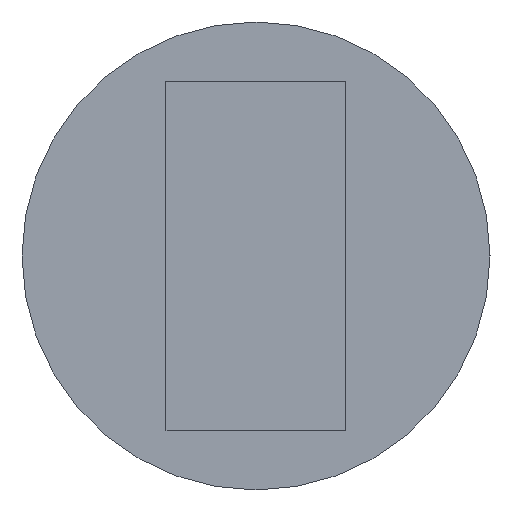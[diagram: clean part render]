
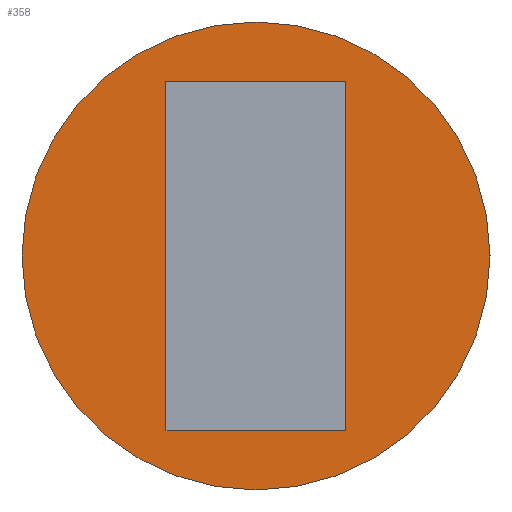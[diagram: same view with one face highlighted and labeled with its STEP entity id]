
A CAD part, left-side view. The second image highlights one B-rep face of the part: STEP entity #358.
In plain terms, the highlighted planar face has unit normal (-1, 0, 0).
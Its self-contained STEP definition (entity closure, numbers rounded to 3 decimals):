
#19 = EDGE_CURVE ( 'NONE', #200, #734, #115, .T. ) ;
#23 = CARTESIAN_POINT ( 'NONE',  ( 0., 0., 0. ) ) ;
#43 = CARTESIAN_POINT ( 'NONE',  ( 0., 5., -9.7 ) ) ;
#50 = CARTESIAN_POINT ( 'NONE',  ( 0., -13., 0. ) ) ;
#78 = ORIENTED_EDGE ( 'NONE', *, *, #165, .F. ) ;
#80 = ORIENTED_EDGE ( 'NONE', *, *, #125, .F. ) ;
#99 = FACE_BOUND ( 'NONE', #501, .T. ) ;
#102 = CARTESIAN_POINT ( 'NONE',  ( 0., 0., 0. ) ) ;
#115 = CIRCLE ( 'NONE', #726, 13. ) ;
#117 = LINE ( 'NONE', #864, #512 ) ;
#125 = EDGE_CURVE ( 'NONE', #734, #200, #565, .T. ) ;
#127 = DIRECTION ( 'NONE',  ( 1., 0., 0. ) ) ;
#165 = EDGE_CURVE ( 'NONE', #381, #252, #974, .T. ) ;
#174 = VECTOR ( 'NONE', #377, 1000. ) ;
#177 = ORIENTED_EDGE ( 'NONE', *, *, #19, .F. ) ;
#200 = VERTEX_POINT ( 'NONE', #50 ) ;
#252 = VERTEX_POINT ( 'NONE', #320 ) ;
#253 = DIRECTION ( 'NONE',  ( -1., 0., 0. ) ) ;
#320 = CARTESIAN_POINT ( 'NONE',  ( 0., 5., 9.7 ) ) ;
#358 = ADVANCED_FACE ( 'NONE', ( #99, #418 ), #426, .T. ) ;
#359 = CARTESIAN_POINT ( 'NONE',  ( 0., 5., 9.7 ) ) ;
#376 = ORIENTED_EDGE ( 'NONE', *, *, #433, .F. ) ;
#377 = DIRECTION ( 'NONE',  ( 0., -1., 0. ) ) ;
#381 = VERTEX_POINT ( 'NONE', #866 ) ;
#418 = FACE_OUTER_BOUND ( 'NONE', #771, .T. ) ;
#426 = PLANE ( 'NONE',  #858 ) ;
#433 = EDGE_CURVE ( 'NONE', #810, #381, #709, .T. ) ;
#442 = DIRECTION ( 'NONE',  ( 0., 0., 1. ) ) ;
#469 = EDGE_CURVE ( 'NONE', #740, #810, #1067, .T. ) ;
#479 = CARTESIAN_POINT ( 'NONE',  ( 0., 5., -9.7 ) ) ;
#491 = DIRECTION ( 'NONE',  ( 1., 0., 0. ) ) ;
#501 = EDGE_LOOP ( 'NONE', ( #946, #918, #78, #376 ) ) ;
#512 = VECTOR ( 'NONE', #697, 1000. ) ;
#565 = CIRCLE ( 'NONE', #651, 13. ) ;
#597 = VECTOR ( 'NONE', #716, 1000. ) ;
#613 = EDGE_CURVE ( 'NONE', #252, #740, #117, .T. ) ;
#633 = VECTOR ( 'NONE', #442, 1000. ) ;
#651 = AXIS2_PLACEMENT_3D ( 'NONE', #102, #127, #701 ) ;
#663 = CARTESIAN_POINT ( 'NONE',  ( 0., 0., 0. ) ) ;
#697 = DIRECTION ( 'NONE',  ( 0., 0., -1. ) ) ;
#701 = DIRECTION ( 'NONE',  ( 0., 1., 0. ) ) ;
#709 = LINE ( 'NONE', #797, #633 ) ;
#716 = DIRECTION ( 'NONE',  ( 0., 1., 0. ) ) ;
#726 = AXIS2_PLACEMENT_3D ( 'NONE', #663, #491, #1018 ) ;
#734 = VERTEX_POINT ( 'NONE', #1001 ) ;
#740 = VERTEX_POINT ( 'NONE', #479 ) ;
#762 = CARTESIAN_POINT ( 'NONE',  ( 0., -5., -9.7 ) ) ;
#766 = DIRECTION ( 'NONE',  ( 0., -1., 0. ) ) ;
#771 = EDGE_LOOP ( 'NONE', ( #80, #177 ) ) ;
#797 = CARTESIAN_POINT ( 'NONE',  ( 0., -5., -9.7 ) ) ;
#810 = VERTEX_POINT ( 'NONE', #762 ) ;
#858 = AXIS2_PLACEMENT_3D ( 'NONE', #23, #253, #766 ) ;
#864 = CARTESIAN_POINT ( 'NONE',  ( 0., 5., -9.7 ) ) ;
#866 = CARTESIAN_POINT ( 'NONE',  ( 0., -5., 9.7 ) ) ;
#918 = ORIENTED_EDGE ( 'NONE', *, *, #613, .F. ) ;
#946 = ORIENTED_EDGE ( 'NONE', *, *, #469, .F. ) ;
#974 = LINE ( 'NONE', #359, #597 ) ;
#1001 = CARTESIAN_POINT ( 'NONE',  ( 0., 13., 0. ) ) ;
#1018 = DIRECTION ( 'NONE',  ( 0., 1., 0. ) ) ;
#1067 = LINE ( 'NONE', #43, #174 ) ;
